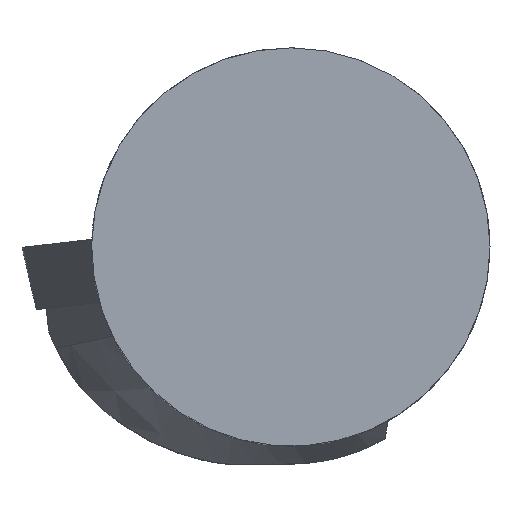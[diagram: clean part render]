
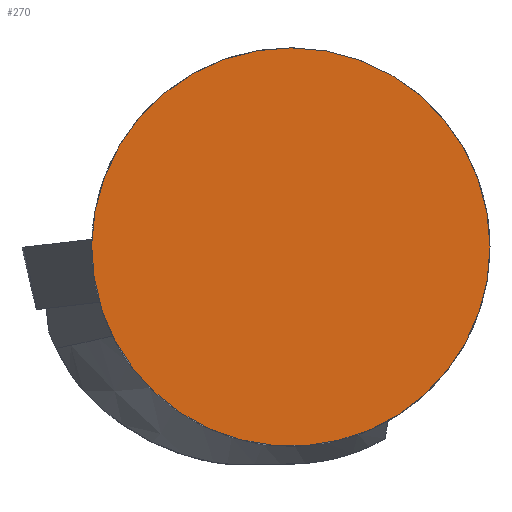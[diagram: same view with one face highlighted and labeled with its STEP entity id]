
A CAD part, top view. The second image highlights one B-rep face of the part: STEP entity #270.
In plain terms, the highlighted planar face has unit normal (0, 0, 1).
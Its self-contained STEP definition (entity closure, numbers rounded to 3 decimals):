
#233=FACE_OUTER_BOUND('',#371,.T.);
#270=ADVANCED_FACE('',(#233),#305,.T.);
#305=PLANE('',#888);
#371=EDGE_LOOP('',(#454));
#454=ORIENTED_EDGE('',*,*,#695,.T.);
#622=VERTEX_POINT('',#1256);
#695=EDGE_CURVE('',#622,#622,#775,.T.);
#775=CIRCLE('',#887,12.5);
#887=AXIS2_PLACEMENT_3D('',#1255,#1025,#1026);
#888=AXIS2_PLACEMENT_3D('',#1257,#1027,#1028);
#1025=DIRECTION('',(0.,0.,1.));
#1026=DIRECTION('',(1.,0.,0.));
#1027=DIRECTION('',(0.,0.,1.));
#1028=DIRECTION('',(1.,0.,0.));
#1255=CARTESIAN_POINT('',(0.,0.,0.));
#1256=CARTESIAN_POINT('',(12.5,0.,0.));
#1257=CARTESIAN_POINT('',(0.,0.,0.));
